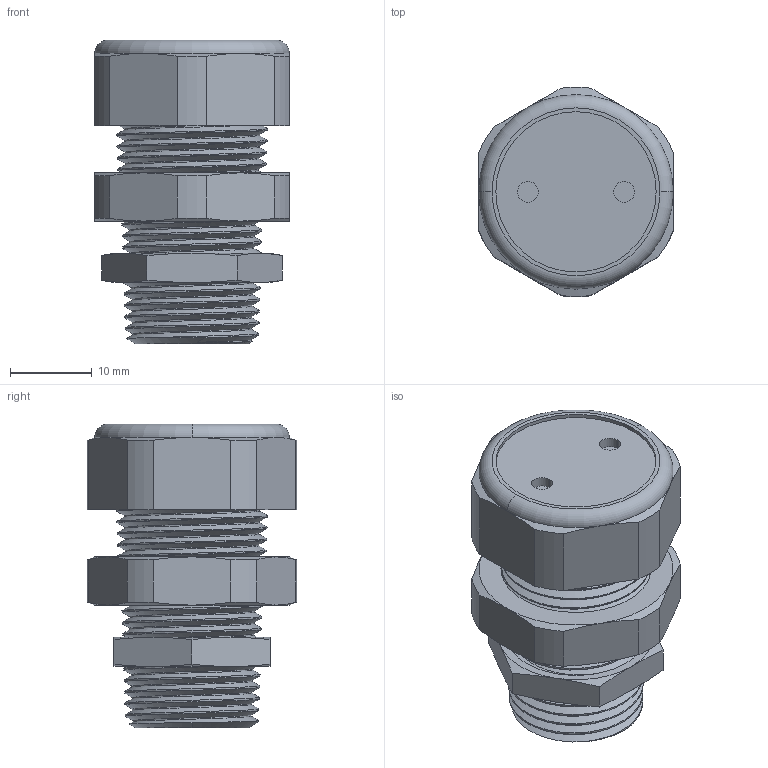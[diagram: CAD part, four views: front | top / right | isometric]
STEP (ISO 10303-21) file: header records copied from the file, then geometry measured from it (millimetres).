
FILE_DESCRIPTION (( 'STEP AP203' ), '1' );
FILE_NAME ('7807K31.step', '2015-04-20T20:08:58', ( '' ), ( '' ), 'SwSTEP 2.0', 'SolidWorks 2010', '' );
FILE_SCHEMA (( 'CONFIG_CONTROL_DESIGN' ));
Length unit declared in the file: inch
Products named in the file (1): 7807K31
Bounding box: 23.75 x 25.56 x 37.08 mm (x, y, z)
Volume: 9689.3 mm3; surface area: 5778.7 mm2
Topology: 1 solids, 1 shells, 139 faces, 503 edges, 378 vertices
Faces by surface type: cone 65, plane 33, cylinder 24, bspline 15, torus 2
Entity records: 19881 total; most frequent: CARTESIAN_POINT 15999, ORIENTED_EDGE 1006, DIRECTION 526, EDGE_CURVE 503, VERTEX_POINT 378, B_SPLINE_CURVE_WITH_KNOTS 325, AXIS2_PLACEMENT_3D 223, EDGE_LOOP 151
